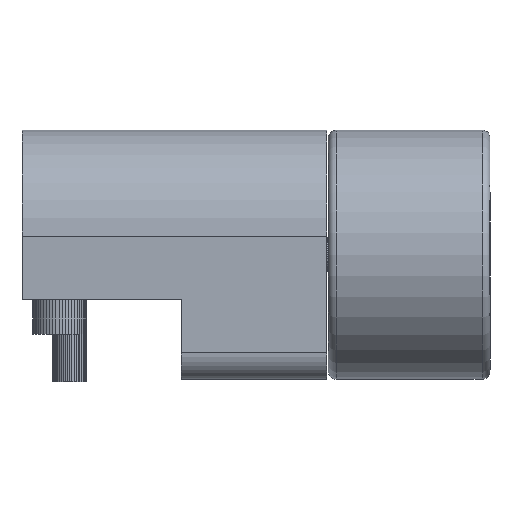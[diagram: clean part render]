
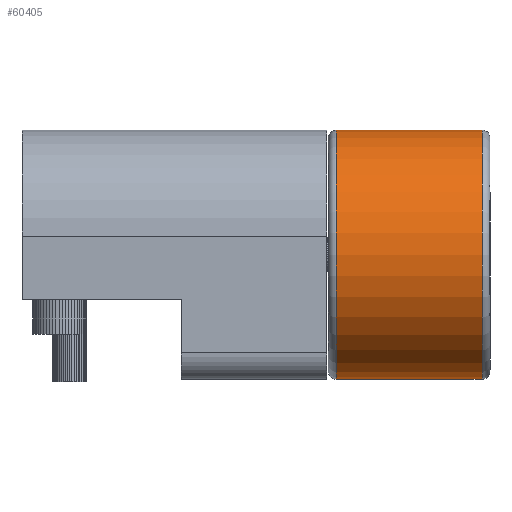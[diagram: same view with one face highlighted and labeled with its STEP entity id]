
A CAD part, left-side view. The second image highlights one B-rep face of the part: STEP entity #60405.
In plain terms, the highlighted cylindrical face has radius 2.35 mm (diameter 4.7 mm), a partial arc.
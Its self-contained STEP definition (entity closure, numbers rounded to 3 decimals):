
#60214 = VERTEX_POINT('',#60215);
#60215 = CARTESIAN_POINT('',(-4.75,-2.925,4.7));
#60224 = VERTEX_POINT('',#60225);
#60225 = CARTESIAN_POINT('',(-4.75,-2.925,0.));
#60232 = EDGE_CURVE('',#60214,#60224,#60233,.T.);
#60233 = CIRCLE('',#60234,2.35);
#60234 = AXIS2_PLACEMENT_3D('',#60235,#60236,#60237);
#60235 = CARTESIAN_POINT('',(-4.75,-2.925,2.35));
#60236 = DIRECTION('',(0.,-1.,0.));
#60237 = DIRECTION('',(0.,0.,1.));
#60405 = ADVANCED_FACE('',(#60406),#60432,.T.);
#60406 = FACE_BOUND('',#60407,.F.);
#60407 = EDGE_LOOP('',(#60408,#60416,#60417,#60425));
#60408 = ORIENTED_EDGE('',*,*,#60409,.F.);
#60409 = EDGE_CURVE('',#60214,#60410,#60412,.T.);
#60410 = VERTEX_POINT('',#60411);
#60411 = CARTESIAN_POINT('',(-4.75,-0.175,4.7));
#60412 = LINE('',#60413,#60414);
#60413 = CARTESIAN_POINT('',(-4.75,-3.075,4.7));
#60414 = VECTOR('',#60415,1.);
#60415 = DIRECTION('',(0.,1.,0.));
#60416 = ORIENTED_EDGE('',*,*,#60232,.T.);
#60417 = ORIENTED_EDGE('',*,*,#60418,.T.);
#60418 = EDGE_CURVE('',#60224,#60419,#60421,.T.);
#60419 = VERTEX_POINT('',#60420);
#60420 = CARTESIAN_POINT('',(-4.75,-0.175,0.));
#60421 = LINE('',#60422,#60423);
#60422 = CARTESIAN_POINT('',(-4.75,-3.075,0.));
#60423 = VECTOR('',#60424,1.);
#60424 = DIRECTION('',(0.,1.,0.));
#60425 = ORIENTED_EDGE('',*,*,#60426,.T.);
#60426 = EDGE_CURVE('',#60419,#60410,#60427,.T.);
#60427 = CIRCLE('',#60428,2.35);
#60428 = AXIS2_PLACEMENT_3D('',#60429,#60430,#60431);
#60429 = CARTESIAN_POINT('',(-4.75,-0.175,2.35));
#60430 = DIRECTION('',(0.,1.,0.));
#60431 = DIRECTION('',(0.,0.,-1.));
#60432 = CYLINDRICAL_SURFACE('',#60433,2.35);
#60433 = AXIS2_PLACEMENT_3D('',#60434,#60435,#60436);
#60434 = CARTESIAN_POINT('',(-4.75,-3.075,2.35));
#60435 = DIRECTION('',(0.,1.,0.));
#60436 = DIRECTION('',(0.,0.,1.));
